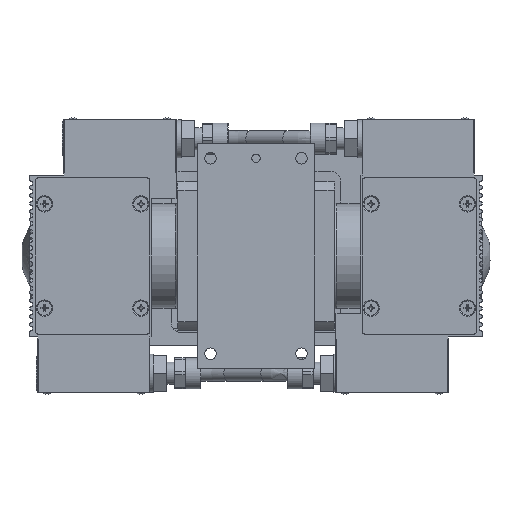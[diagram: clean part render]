
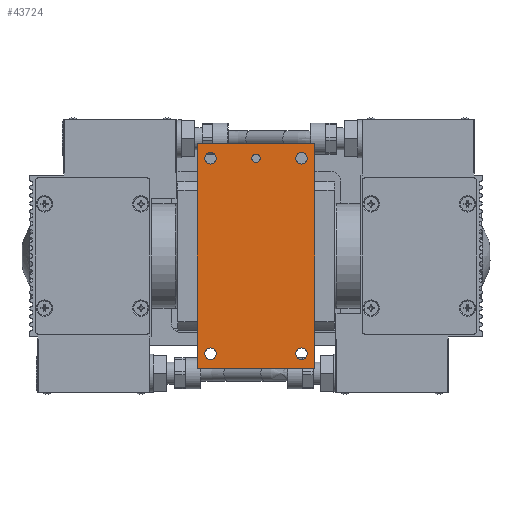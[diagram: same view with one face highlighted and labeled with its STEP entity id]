
A CAD part, front view. The second image highlights one B-rep face of the part: STEP entity #43724.
In plain terms, the highlighted planar face has unit normal (0, -1, 0).
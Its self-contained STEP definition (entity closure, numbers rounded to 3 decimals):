
#40513=CARTESIAN_POINT('',(17.5,-32.0,-43.0));
#40514=VERTEX_POINT('',#40513);
#40521=CARTESIAN_POINT('',(17.5,-32.0,43.0));
#40522=VERTEX_POINT('',#40521);
#40523=CARTESIAN_POINT('',(17.5,-32.0,-43.0));
#40524=DIRECTION('',(0.0,0.0,1.0));
#40525=VECTOR('',#40524,86.0);
#40526=LINE('',#40523,#40525);
#40527=EDGE_CURVE('',#40514,#40522,#40526,.T.);
#40958=CARTESIAN_POINT('',(62.5,-32.0,43.0));
#40959=VERTEX_POINT('',#40958);
#40966=CARTESIAN_POINT('',(62.5,-32.0,-43.0));
#40967=VERTEX_POINT('',#40966);
#40968=CARTESIAN_POINT('',(62.5,-32.0,-43.0));
#40969=DIRECTION('',(0.0,0.0,1.0));
#40970=VECTOR('',#40969,86.0);
#40971=LINE('',#40968,#40970);
#40972=EDGE_CURVE('',#40967,#40959,#40971,.T.);
#43641=CARTESIAN_POINT('',(62.5,-32.0,-43.0));
#43642=DIRECTION('',(-1.0,0.0,0.0));
#43643=VECTOR('',#43642,45.0);
#43644=LINE('',#43641,#43643);
#43645=EDGE_CURVE('',#40967,#40514,#43644,.T.);
#43653=CARTESIAN_POINT('',(40.0,-32.0,0.0));
#43654=DIRECTION('',(0.0,-1.0,0.0));
#43655=DIRECTION('',(0.0,0.0,-1.0));
#43656=AXIS2_PLACEMENT_3D('',#43653,#43654,#43655);
#43657=PLANE('',#43656);
#43658=ORIENTED_EDGE('',*,*,#40972,.T.);
#43659=CARTESIAN_POINT('',(62.5,-32.0,43.0));
#43660=DIRECTION('',(-1.0,0.0,0.0));
#43661=VECTOR('',#43660,45.0);
#43662=LINE('',#43659,#43661);
#43663=EDGE_CURVE('',#40959,#40522,#43662,.T.);
#43664=ORIENTED_EDGE('',*,*,#43663,.T.);
#43665=ORIENTED_EDGE('',*,*,#40527,.F.);
#43666=ORIENTED_EDGE('',*,*,#43645,.F.);
#43667=EDGE_LOOP('',(#43658,#43664,#43665,#43666));
#43668=FACE_OUTER_BOUND('',#43667,.T.);
#43669=CARTESIAN_POINT('',(57.5,-32.0,-39.7));
#43670=VERTEX_POINT('',#43669);
#43671=CARTESIAN_POINT('',(57.5,-32.0,-37.5));
#43672=DIRECTION('',(0.0,1.0,0.0));
#43673=DIRECTION('',(0.0,0.0,1.0));
#43674=AXIS2_PLACEMENT_3D('',#43671,#43672,#43673);
#43675=CIRCLE('',#43674,2.2);
#43676=EDGE_CURVE('',#43670,#43670,#43675,.T.);
#43677=ORIENTED_EDGE('',*,*,#43676,.T.);
#43678=EDGE_LOOP('',(#43677));
#43679=FACE_BOUND('',#43678,.T.);
#43680=CARTESIAN_POINT('',(22.5,-32.0,-39.7));
#43681=VERTEX_POINT('',#43680);
#43682=CARTESIAN_POINT('',(22.5,-32.0,-37.5));
#43683=DIRECTION('',(0.0,1.0,0.0));
#43684=DIRECTION('',(0.0,0.0,1.0));
#43685=AXIS2_PLACEMENT_3D('',#43682,#43683,#43684);
#43686=CIRCLE('',#43685,2.2);
#43687=EDGE_CURVE('',#43681,#43681,#43686,.T.);
#43688=ORIENTED_EDGE('',*,*,#43687,.T.);
#43689=EDGE_LOOP('',(#43688));
#43690=FACE_BOUND('',#43689,.T.);
#43691=CARTESIAN_POINT('',(22.5,-32.0,35.3));
#43692=VERTEX_POINT('',#43691);
#43693=CARTESIAN_POINT('',(22.5,-32.0,37.5));
#43694=DIRECTION('',(0.0,1.0,0.0));
#43695=DIRECTION('',(0.0,0.0,1.0));
#43696=AXIS2_PLACEMENT_3D('',#43693,#43694,#43695);
#43697=CIRCLE('',#43696,2.2);
#43698=EDGE_CURVE('',#43692,#43692,#43697,.T.);
#43699=ORIENTED_EDGE('',*,*,#43698,.T.);
#43700=EDGE_LOOP('',(#43699));
#43701=FACE_BOUND('',#43700,.T.);
#43702=CARTESIAN_POINT('',(57.5,-32.0,35.3));
#43703=VERTEX_POINT('',#43702);
#43704=CARTESIAN_POINT('',(57.5,-32.0,37.5));
#43705=DIRECTION('',(0.0,1.0,0.0));
#43706=DIRECTION('',(0.0,0.0,1.0));
#43707=AXIS2_PLACEMENT_3D('',#43704,#43705,#43706);
#43708=CIRCLE('',#43707,2.2);
#43709=EDGE_CURVE('',#43703,#43703,#43708,.T.);
#43710=ORIENTED_EDGE('',*,*,#43709,.T.);
#43711=EDGE_LOOP('',(#43710));
#43712=FACE_BOUND('',#43711,.T.);
#43713=CARTESIAN_POINT('',(38.379,-32.0,37.5));
#43714=VERTEX_POINT('',#43713);
#43715=CARTESIAN_POINT('',(40.0,-32.0,37.5));
#43716=DIRECTION('',(0.0,1.0,0.0));
#43717=DIRECTION('',(-1.0,0.0,0.0));
#43718=AXIS2_PLACEMENT_3D('',#43715,#43716,#43717);
#43719=CIRCLE('',#43718,1.621);
#43720=EDGE_CURVE('',#43714,#43714,#43719,.T.);
#43721=ORIENTED_EDGE('',*,*,#43720,.T.);
#43722=EDGE_LOOP('',(#43721));
#43723=FACE_BOUND('',#43722,.T.);
#43724=ADVANCED_FACE('',(#43668,#43679,#43690,#43701,#43712,#43723),#43657,.T.);
